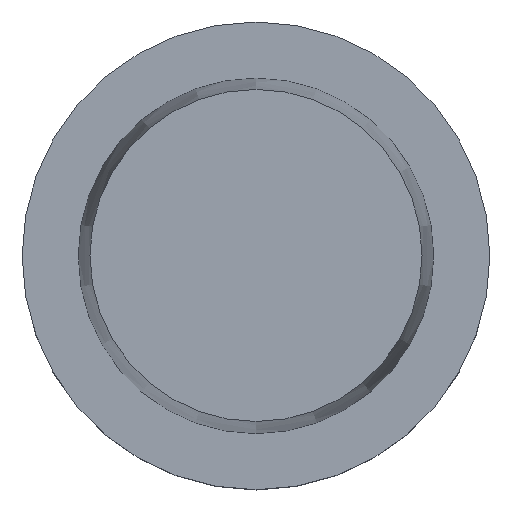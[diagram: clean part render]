
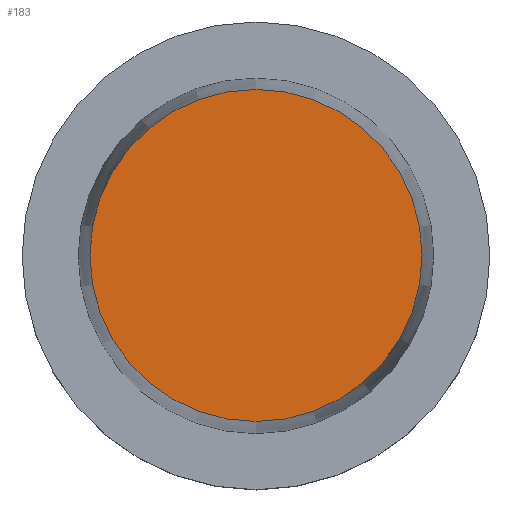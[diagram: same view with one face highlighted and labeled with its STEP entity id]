
A CAD part, top view. The second image highlights one B-rep face of the part: STEP entity #183.
In plain terms, the highlighted planar face has unit normal (0, 0, 1).
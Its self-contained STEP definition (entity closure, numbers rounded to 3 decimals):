
#161=EDGE_CURVE('Unnamed[1]',#343,#343,#344,.T.);
#183=ADVANCED_FACE('Unnamed[1]',(#378),#379,.T.);
#343=VERTEX_POINT('',#573);
#344=CIRCLE('',#574,35.5);
#378=FACE_OUTER_BOUND('',#616,.T.);
#379=PLANE('',#617);
#573=CARTESIAN_POINT('',(0.,35.5,50.0));
#574=AXIS2_PLACEMENT_3D('',#786,#787,#788);
#616=EDGE_LOOP('',(#826));
#617=AXIS2_PLACEMENT_3D('',#827,#828,#829);
#786=CARTESIAN_POINT('',(0.,0.,50.0));
#787=DIRECTION('',(0.,0.,-1.0));
#788=DIRECTION('',(0.,1.0,0.));
#826=ORIENTED_EDGE('',*,*,#161,.F.);
#827=CARTESIAN_POINT('',(0.,17.75,50.0));
#828=DIRECTION('',(0.,0.,1.0));
#829=DIRECTION('',(0.,-1.0,0.));
